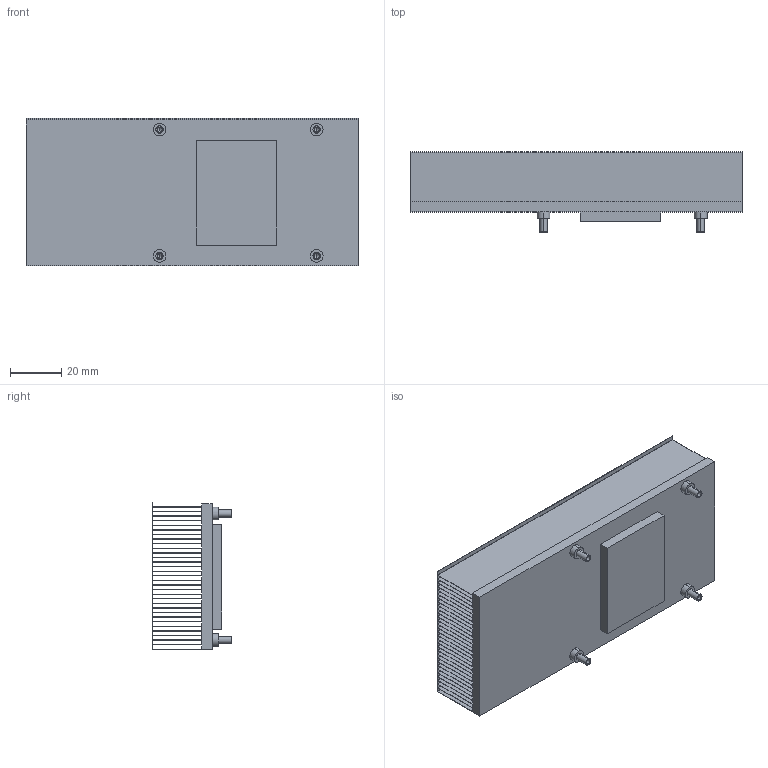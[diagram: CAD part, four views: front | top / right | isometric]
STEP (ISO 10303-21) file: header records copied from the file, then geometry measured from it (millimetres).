
FILE_DESCRIPTION (( 'STEP AP214' ), '1' );
FILE_NAME ('VCU1525Active_Heatsink.STEP', '2018-08-22T18:28:46', ( '' ), ( '' ), 'SwSTEP 2.0', 'SolidWorks 2016', '' );
FILE_SCHEMA (( 'AUTOMOTIVE_DESIGN' ));
Length unit declared in the file: millimetre
Products named in the file (1): VCU1525Active_Heatsink
Bounding box: 130 x 31.3 x 57.6 mm (x, y, z)
Volume: 47963.7 mm3; surface area: 192431.9 mm2
Topology: 1 solids, 1 shells, 179 faces, 496 edges, 324 vertices
Faces by surface type: plane 147, cylinder 24, cone 8
Entity records: 5736 total; most frequent: CARTESIAN_POINT 992, ORIENTED_EDGE 976, DIRECTION 896, EDGE_CURVE 488, VECTOR 440, LINE 440, VERTEX_POINT 324, EDGE_LOOP 254
